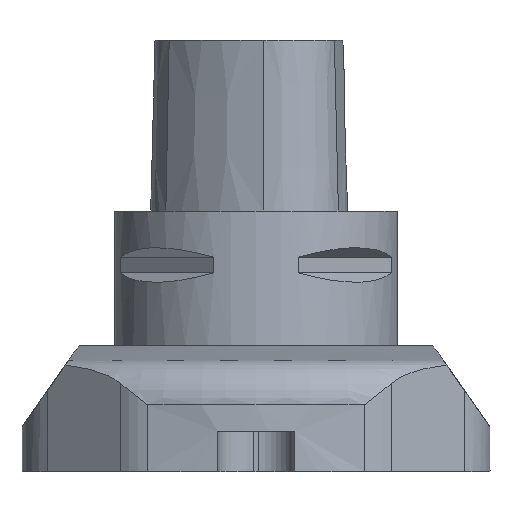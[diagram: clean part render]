
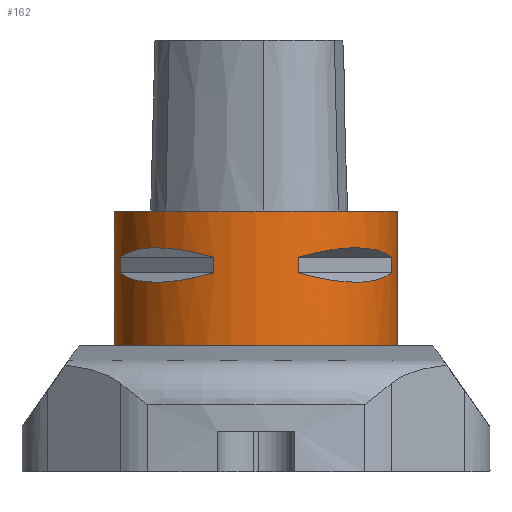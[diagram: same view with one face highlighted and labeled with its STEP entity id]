
A CAD part, left-side view. The second image highlights one B-rep face of the part: STEP entity #162.
In plain terms, the highlighted cylindrical face has radius 31.5 mm (diameter 63 mm), a full revolution.
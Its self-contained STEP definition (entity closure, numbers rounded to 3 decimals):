
#162=ADVANCED_FACE('',(#437,#438,#439,#440,#441,#442),#227,.T.);
#227=CYLINDRICAL_SURFACE('',#1245,31.5);
#245=ELLIPSE('',#1236,36.373,31.5);
#246=ELLIPSE('',#1237,36.373,31.5);
#247=ELLIPSE('',#1238,36.373,31.5);
#248=ELLIPSE('',#1239,36.373,31.5);
#249=ELLIPSE('',#1241,36.373,31.5);
#250=ELLIPSE('',#1242,36.373,31.5);
#251=ELLIPSE('',#1243,36.373,31.5);
#252=ELLIPSE('',#1244,36.373,31.5);
#257=LINE('',#1727,#347);
#258=LINE('',#1732,#348);
#259=LINE('',#1735,#349);
#260=LINE('',#1740,#350);
#261=LINE('',#1745,#351);
#262=LINE('',#1750,#352);
#263=LINE('',#1753,#353);
#264=LINE('',#1758,#354);
#347=VECTOR('',#1374,1.);
#348=VECTOR('',#1377,1.);
#349=VECTOR('',#1380,1.);
#350=VECTOR('',#1383,1.);
#351=VECTOR('',#1388,1.);
#352=VECTOR('',#1391,1.);
#353=VECTOR('',#1394,1.);
#354=VECTOR('',#1397,1.);
#437=FACE_BOUND('',#447,.T.);
#438=FACE_BOUND('',#448,.T.);
#439=FACE_BOUND('',#449,.T.);
#440=FACE_BOUND('',#450,.T.);
#441=FACE_BOUND('',#451,.T.);
#442=FACE_BOUND('',#452,.T.);
#447=EDGE_LOOP('',(#519));
#448=EDGE_LOOP('',(#520,#521,#522,#523));
#449=EDGE_LOOP('',(#524,#525,#526,#527));
#450=EDGE_LOOP('',(#528));
#451=EDGE_LOOP('',(#529,#530,#531,#532));
#452=EDGE_LOOP('',(#533,#534,#535,#536));
#519=ORIENTED_EDGE('',*,*,#973,.T.);
#520=ORIENTED_EDGE('',*,*,#974,.T.);
#521=ORIENTED_EDGE('',*,*,#975,.T.);
#522=ORIENTED_EDGE('',*,*,#976,.T.);
#523=ORIENTED_EDGE('',*,*,#977,.T.);
#524=ORIENTED_EDGE('',*,*,#978,.T.);
#525=ORIENTED_EDGE('',*,*,#979,.T.);
#526=ORIENTED_EDGE('',*,*,#980,.T.);
#527=ORIENTED_EDGE('',*,*,#981,.T.);
#528=ORIENTED_EDGE('',*,*,#982,.T.);
#529=ORIENTED_EDGE('',*,*,#983,.T.);
#530=ORIENTED_EDGE('',*,*,#984,.T.);
#531=ORIENTED_EDGE('',*,*,#985,.T.);
#532=ORIENTED_EDGE('',*,*,#986,.T.);
#533=ORIENTED_EDGE('',*,*,#987,.T.);
#534=ORIENTED_EDGE('',*,*,#988,.T.);
#535=ORIENTED_EDGE('',*,*,#989,.T.);
#536=ORIENTED_EDGE('',*,*,#990,.T.);
#859=VERTEX_POINT('',#1726);
#860=VERTEX_POINT('',#1728);
#861=VERTEX_POINT('',#1729);
#862=VERTEX_POINT('',#1731);
#863=VERTEX_POINT('',#1733);
#864=VERTEX_POINT('',#1736);
#865=VERTEX_POINT('',#1737);
#866=VERTEX_POINT('',#1739);
#867=VERTEX_POINT('',#1741);
#868=VERTEX_POINT('',#1744);
#869=VERTEX_POINT('',#1746);
#870=VERTEX_POINT('',#1747);
#871=VERTEX_POINT('',#1749);
#872=VERTEX_POINT('',#1751);
#873=VERTEX_POINT('',#1754);
#874=VERTEX_POINT('',#1755);
#875=VERTEX_POINT('',#1757);
#876=VERTEX_POINT('',#1759);
#973=EDGE_CURVE('',#859,#859,#1143,.T.);
#974=EDGE_CURVE('',#860,#861,#257,.T.);
#975=EDGE_CURVE('',#861,#862,#245,.T.);
#976=EDGE_CURVE('',#862,#863,#258,.T.);
#977=EDGE_CURVE('',#863,#860,#246,.T.);
#978=EDGE_CURVE('',#864,#865,#259,.T.);
#979=EDGE_CURVE('',#865,#866,#247,.T.);
#980=EDGE_CURVE('',#866,#867,#260,.T.);
#981=EDGE_CURVE('',#867,#864,#248,.T.);
#982=EDGE_CURVE('',#868,#868,#1144,.T.);
#983=EDGE_CURVE('',#869,#870,#261,.T.);
#984=EDGE_CURVE('',#870,#871,#249,.T.);
#985=EDGE_CURVE('',#871,#872,#262,.T.);
#986=EDGE_CURVE('',#872,#869,#250,.T.);
#987=EDGE_CURVE('',#873,#874,#263,.T.);
#988=EDGE_CURVE('',#874,#875,#251,.T.);
#989=EDGE_CURVE('',#875,#876,#264,.T.);
#990=EDGE_CURVE('',#876,#873,#252,.T.);
#1143=CIRCLE('',#1235,31.5);
#1144=CIRCLE('',#1240,31.5);
#1235=AXIS2_PLACEMENT_3D('',#1725,#1372,#1373);
#1236=AXIS2_PLACEMENT_3D('',#1730,#1375,#1376);
#1237=AXIS2_PLACEMENT_3D('',#1734,#1378,#1379);
#1238=AXIS2_PLACEMENT_3D('',#1738,#1381,#1382);
#1239=AXIS2_PLACEMENT_3D('',#1742,#1384,#1385);
#1240=AXIS2_PLACEMENT_3D('',#1743,#1386,#1387);
#1241=AXIS2_PLACEMENT_3D('',#1748,#1389,#1390);
#1242=AXIS2_PLACEMENT_3D('',#1752,#1392,#1393);
#1243=AXIS2_PLACEMENT_3D('',#1756,#1395,#1396);
#1244=AXIS2_PLACEMENT_3D('',#1760,#1398,#1399);
#1245=AXIS2_PLACEMENT_3D('',#1761,#1400,#1401);
#1372=DIRECTION('',(0.,0.,1.));
#1373=DIRECTION('',(-1.,0.,0.));
#1374=DIRECTION('',(0.,0.,1.));
#1375=DIRECTION('',(-0.354,-0.354,0.866));
#1376=DIRECTION('',(-0.612,-0.612,-0.5));
#1377=DIRECTION('',(0.,0.,-1.));
#1378=DIRECTION('',(-0.354,-0.354,-0.866));
#1379=DIRECTION('',(0.612,0.612,-0.5));
#1380=DIRECTION('',(0.,0.,1.));
#1381=DIRECTION('',(0.354,0.354,0.866));
#1382=DIRECTION('',(0.612,0.612,-0.5));
#1383=DIRECTION('',(0.,0.,-1.));
#1384=DIRECTION('',(0.354,0.354,-0.866));
#1385=DIRECTION('',(-0.612,-0.612,-0.5));
#1386=DIRECTION('',(0.,0.,-1.));
#1387=DIRECTION('',(-1.,0.,0.));
#1388=DIRECTION('',(0.,0.,1.));
#1389=DIRECTION('',(0.354,-0.354,0.866));
#1390=DIRECTION('',(0.612,-0.612,-0.5));
#1391=DIRECTION('',(0.,0.,-1.));
#1392=DIRECTION('',(0.354,-0.354,-0.866));
#1393=DIRECTION('',(-0.612,0.612,-0.5));
#1394=DIRECTION('',(0.,0.,1.));
#1395=DIRECTION('',(-0.354,0.354,0.866));
#1396=DIRECTION('',(-0.612,0.612,-0.5));
#1397=DIRECTION('',(0.,0.,-1.));
#1398=DIRECTION('',(-0.354,0.354,-0.866));
#1399=DIRECTION('',(0.612,-0.612,-0.5));
#1400=DIRECTION('',(0.,0.,-1.));
#1401=DIRECTION('',(1.,0.,0.));
#1725=CARTESIAN_POINT('',(0.,0.,-29.9));
#1726=CARTESIAN_POINT('',(-31.5,0.,-29.9));
#1727=CARTESIAN_POINT('',(30.081,9.349,0.));
#1728=CARTESIAN_POINT('',(30.081,9.349,-13.75));
#1729=CARTESIAN_POINT('',(30.081,9.349,-10.25));
#1730=CARTESIAN_POINT('',(0.,0.,-26.347));
#1731=CARTESIAN_POINT('',(9.349,30.081,-10.25));
#1732=CARTESIAN_POINT('',(9.349,30.081,0.));
#1733=CARTESIAN_POINT('',(9.349,30.081,-13.75));
#1734=CARTESIAN_POINT('',(0.,0.,2.347));
#1735=CARTESIAN_POINT('',(-30.081,-9.349,0.));
#1736=CARTESIAN_POINT('',(-30.081,-9.349,-13.75));
#1737=CARTESIAN_POINT('',(-30.081,-9.349,-10.25));
#1738=CARTESIAN_POINT('',(0.,0.,-26.347));
#1739=CARTESIAN_POINT('',(-9.349,-30.081,-10.25));
#1740=CARTESIAN_POINT('',(-9.349,-30.081,0.));
#1741=CARTESIAN_POINT('',(-9.349,-30.081,-13.75));
#1742=CARTESIAN_POINT('',(0.,0.,2.347));
#1743=CARTESIAN_POINT('',(0.,0.,0.));
#1744=CARTESIAN_POINT('',(-31.5,0.,0.));
#1745=CARTESIAN_POINT('',(-9.349,30.081,0.));
#1746=CARTESIAN_POINT('',(-9.349,30.081,-13.75));
#1747=CARTESIAN_POINT('',(-9.349,30.081,-10.25));
#1748=CARTESIAN_POINT('',(0.,0.,-26.347));
#1749=CARTESIAN_POINT('',(-30.081,9.349,-10.25));
#1750=CARTESIAN_POINT('',(-30.081,9.349,0.));
#1751=CARTESIAN_POINT('',(-30.081,9.349,-13.75));
#1752=CARTESIAN_POINT('',(0.,0.,2.347));
#1753=CARTESIAN_POINT('',(9.349,-30.081,0.));
#1754=CARTESIAN_POINT('',(9.349,-30.081,-13.75));
#1755=CARTESIAN_POINT('',(9.349,-30.081,-10.25));
#1756=CARTESIAN_POINT('',(0.,0.,-26.347));
#1757=CARTESIAN_POINT('',(30.081,-9.349,-10.25));
#1758=CARTESIAN_POINT('',(30.081,-9.349,0.));
#1759=CARTESIAN_POINT('',(30.081,-9.349,-13.75));
#1760=CARTESIAN_POINT('',(0.,0.,2.347));
#1761=CARTESIAN_POINT('',(0.,0.,-11.));
